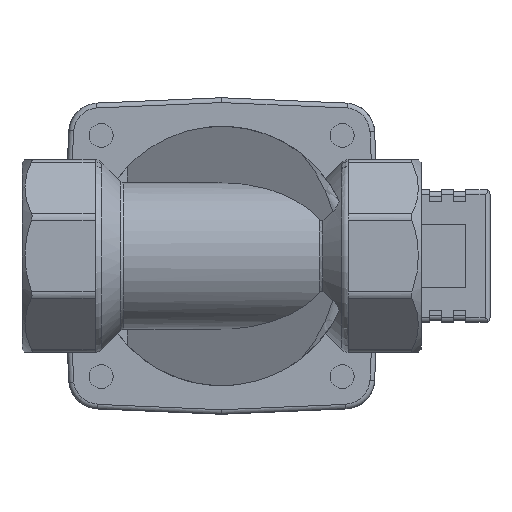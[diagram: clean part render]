
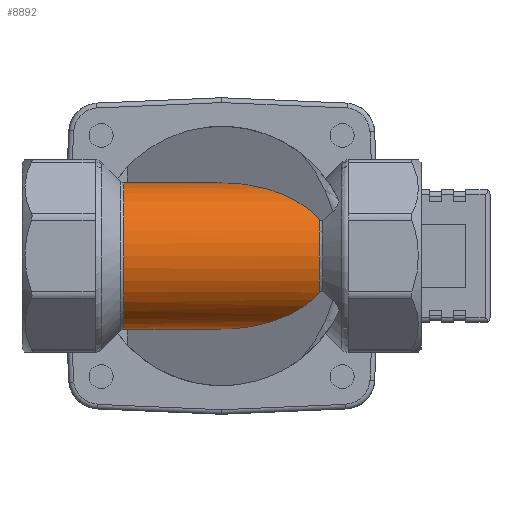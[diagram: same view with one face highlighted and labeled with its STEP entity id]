
A CAD part, front view. The second image highlights one B-rep face of the part: STEP entity #8892.
In plain terms, the highlighted cylindrical face has radius 15.05 mm (diameter 30.1 mm), a partial arc.
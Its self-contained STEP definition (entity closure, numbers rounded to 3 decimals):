
#6520=CARTESIAN_POINT('',(-20.086,12.56,-8.291));
#6521=VERTEX_POINT('',#6520);
#6537=CARTESIAN_POINT('',(-20.086,12.56,8.291));
#6538=VERTEX_POINT('',#6537);
#6539=CARTESIAN_POINT('',(-20.086,0.0,0.0));
#6540=DIRECTION('',(-1.0,0.0,0.0));
#6541=DIRECTION('',(0.0,0.0,1.0));
#6542=AXIS2_PLACEMENT_3D('',#6539,#6540,#6541);
#6543=CIRCLE('',#6542,15.05);
#6544=EDGE_CURVE('',#6521,#6538,#6543,.T.);
#6603=CARTESIAN_POINT('',(20.086,-13.044,-7.507));
#6604=VERTEX_POINT('',#6603);
#6620=CARTESIAN_POINT('',(-19.341,12.56,-8.291));
#6621=VERTEX_POINT('',#6620);
#6622=CARTESIAN_POINT('',(0.0,0.0,0.0));
#6623=DIRECTION('',(-0.545,-0.839,0.0));
#6624=DIRECTION('',(-0.839,0.545,0.0));
#6625=AXIS2_PLACEMENT_3D('',#6622,#6623,#6624);
#6626=ELLIPSE('',#6625,27.633,15.05);
#6627=EDGE_CURVE('',#6604,#6621,#6626,.F.);
#6674=CARTESIAN_POINT('',(-19.341,12.56,-8.291));
#6675=DIRECTION('',(-1.0,0.0,0.0));
#6676=VECTOR('',#6675,0.745);
#6677=LINE('',#6674,#6676);
#6678=EDGE_CURVE('',#6621,#6521,#6677,.T.);
#6712=CARTESIAN_POINT('',(-19.341,12.56,8.291));
#6713=VERTEX_POINT('',#6712);
#6714=CARTESIAN_POINT('',(-19.341,12.56,8.291));
#6715=DIRECTION('',(-1.0,0.0,0.0));
#6716=VECTOR('',#6715,0.745);
#6717=LINE('',#6714,#6716);
#6718=EDGE_CURVE('',#6538,#6713,#6717,.F.);
#6748=CARTESIAN_POINT('',(20.086,-13.044,7.507));
#6749=VERTEX_POINT('',#6748);
#6769=CARTESIAN_POINT('',(0.0,0.0,0.0));
#6770=DIRECTION('',(-0.545,-0.839,0.0));
#6771=DIRECTION('',(-0.839,0.545,0.0));
#6772=AXIS2_PLACEMENT_3D('',#6769,#6770,#6771);
#6773=ELLIPSE('',#6772,27.633,15.05);
#6774=EDGE_CURVE('',#6713,#6749,#6773,.F.);
#6809=CARTESIAN_POINT('',(20.086,0.0,0.0));
#6810=DIRECTION('',(-1.0,0.0,0.0));
#6811=DIRECTION('',(0.0,0.0,1.0));
#6812=AXIS2_PLACEMENT_3D('',#6809,#6810,#6811);
#6813=CIRCLE('',#6812,15.05);
#6814=EDGE_CURVE('',#6604,#6749,#6813,.T.);
#8879=CARTESIAN_POINT('',(-26.28,0.0,0.0));
#8880=DIRECTION('',(1.0,0.0,0.0));
#8881=DIRECTION('',(0.0,0.0,1.0));
#8882=AXIS2_PLACEMENT_3D('',#8879,#8880,#8881);
#8883=CYLINDRICAL_SURFACE('',#8882,15.05);
#8884=ORIENTED_EDGE('',*,*,#6774,.F.);
#8885=ORIENTED_EDGE('',*,*,#6718,.F.);
#8886=ORIENTED_EDGE('',*,*,#6544,.F.);
#8887=ORIENTED_EDGE('',*,*,#6678,.F.);
#8888=ORIENTED_EDGE('',*,*,#6627,.F.);
#8889=ORIENTED_EDGE('',*,*,#6814,.T.);
#8890=EDGE_LOOP('',(#8884,#8885,#8886,#8887,#8888,#8889));
#8891=FACE_OUTER_BOUND('',#8890,.T.);
#8892=ADVANCED_FACE('',(#8891),#8883,.T.);
